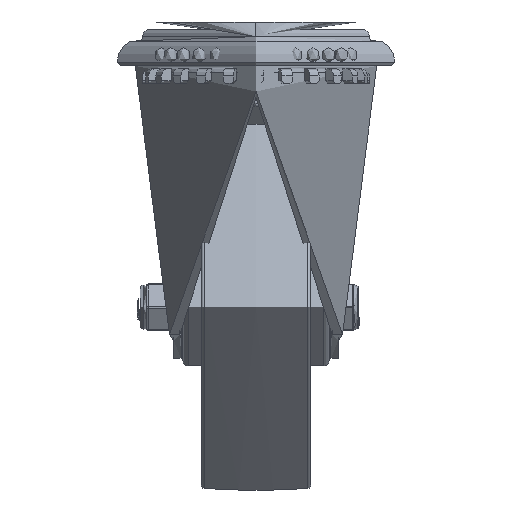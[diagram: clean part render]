
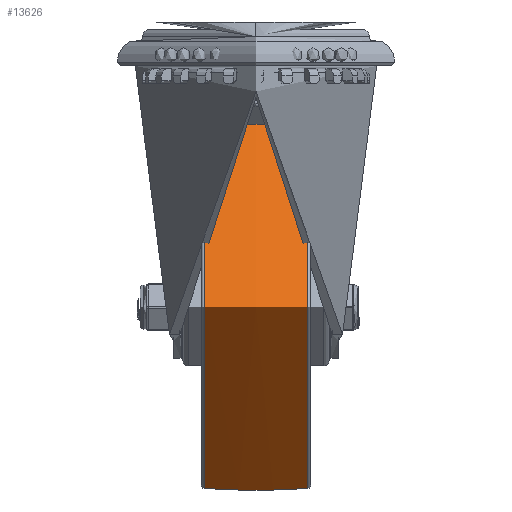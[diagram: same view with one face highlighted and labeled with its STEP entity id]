
A CAD part, left-side view. The second image highlights one B-rep face of the part: STEP entity #13626.
In plain terms, the highlighted free-form (B-spline) face has degree [2, 2] with [3, 9] control points.
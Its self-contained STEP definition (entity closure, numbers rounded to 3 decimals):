
#24=(
BOUNDED_SURFACE()
B_SPLINE_SURFACE(2,2,((#33436,#33437,#33438,#33439,#33440,#33441,#33442,
#33443,#33444),(#33445,#33446,#33447,#33448,#33449,#33450,#33451,#33452,
#33453),(#33454,#33455,#33456,#33457,#33458,#33459,#33460,#33461,#33462)),
 .UNSPECIFIED.,.F.,.T.,.F.)
B_SPLINE_SURFACE_WITH_KNOTS((3,3),(3,2,2,2,3),(-0.062,0.062),
(-3.142,-1.571,0.,1.571,3.142),
 .UNSPECIFIED.)
GEOMETRIC_REPRESENTATION_ITEM()
RATIONAL_B_SPLINE_SURFACE(((1.,0.707,1.,0.707,1.,
0.707,1.,0.707,1.),(0.998,0.706,
0.998,0.706,0.998,0.706,
0.998,0.706,0.998),(1.,0.707,
1.,0.707,1.,0.707,1.,0.707,1.)))
REPRESENTATION_ITEM('')
SURFACE()
);
#3624=CIRCLE('',#15108,49.561);
#3625=CIRCLE('',#15109,225.25);
#3626=CIRCLE('',#15110,49.561);
#4350=FACE_OUTER_BOUND('',#5163,.T.);
#5163=EDGE_LOOP('',(#11855,#11856,#11857,#11858));
#6658=VERTEX_POINT('',#33433);
#6659=VERTEX_POINT('',#33463);
#8437=EDGE_CURVE('',#6658,#6658,#3624,.T.);
#8438=EDGE_CURVE('',#6658,#6659,#3625,.T.);
#8439=EDGE_CURVE('',#6659,#6659,#3626,.T.);
#11855=ORIENTED_EDGE('',*,*,#8437,.F.);
#11856=ORIENTED_EDGE('',*,*,#8438,.T.);
#11857=ORIENTED_EDGE('',*,*,#8439,.T.);
#11858=ORIENTED_EDGE('',*,*,#8438,.F.);
#13626=ADVANCED_FACE('',(#4350),#24,.F.);
#15108=AXIS2_PLACEMENT_3D('',#33435,#18403,#18404);
#15109=AXIS2_PLACEMENT_3D('',#33464,#18405,#18406);
#15110=AXIS2_PLACEMENT_3D('',#33465,#18407,#18408);
#18403=DIRECTION('center_axis',(0.,1.,0.));
#18404=DIRECTION('ref_axis',(0.,0.,1.));
#18405=DIRECTION('center_axis',(-1.,0.,0.));
#18406=DIRECTION('ref_axis',(0.,0.,-1.));
#18407=DIRECTION('center_axis',(0.,1.,0.));
#18408=DIRECTION('ref_axis',(0.,0.,1.));
#33433=CARTESIAN_POINT('',(0.,14.062,-49.561));
#33435=CARTESIAN_POINT('Origin',(0.,14.062,0.));
#33436=CARTESIAN_POINT('Ctrl Pts',(0.,-14.062,-49.561));
#33437=CARTESIAN_POINT('Ctrl Pts',(-49.561,-14.062,-49.561));
#33438=CARTESIAN_POINT('Ctrl Pts',(-49.561,-14.062,0.));
#33439=CARTESIAN_POINT('Ctrl Pts',(-49.561,-14.062,49.561));
#33440=CARTESIAN_POINT('Ctrl Pts',(0.,-14.062,49.561));
#33441=CARTESIAN_POINT('Ctrl Pts',(49.561,-14.062,49.561));
#33442=CARTESIAN_POINT('Ctrl Pts',(49.561,-14.062,0.));
#33443=CARTESIAN_POINT('Ctrl Pts',(49.561,-14.062,-49.561));
#33444=CARTESIAN_POINT('Ctrl Pts',(0.,-14.062,-49.561));
#33445=CARTESIAN_POINT('Ctrl Pts',(0.,0.,-50.44));
#33446=CARTESIAN_POINT('Ctrl Pts',(-50.44,0.,
-50.44));
#33447=CARTESIAN_POINT('Ctrl Pts',(-50.44,0.,
0.));
#33448=CARTESIAN_POINT('Ctrl Pts',(-50.44,0.,
50.44));
#33449=CARTESIAN_POINT('Ctrl Pts',(0.,0.,50.44));
#33450=CARTESIAN_POINT('Ctrl Pts',(50.44,0.,
50.44));
#33451=CARTESIAN_POINT('Ctrl Pts',(50.44,0.,
0.));
#33452=CARTESIAN_POINT('Ctrl Pts',(50.44,0.,
-50.44));
#33453=CARTESIAN_POINT('Ctrl Pts',(0.,0.,-50.44));
#33454=CARTESIAN_POINT('Ctrl Pts',(0.,14.062,-49.561));
#33455=CARTESIAN_POINT('Ctrl Pts',(-49.561,14.062,-49.561));
#33456=CARTESIAN_POINT('Ctrl Pts',(-49.561,14.062,0.));
#33457=CARTESIAN_POINT('Ctrl Pts',(-49.561,14.062,49.561));
#33458=CARTESIAN_POINT('Ctrl Pts',(0.,14.062,49.561));
#33459=CARTESIAN_POINT('Ctrl Pts',(49.561,14.062,49.561));
#33460=CARTESIAN_POINT('Ctrl Pts',(49.561,14.062,0.));
#33461=CARTESIAN_POINT('Ctrl Pts',(49.561,14.062,-49.561));
#33462=CARTESIAN_POINT('Ctrl Pts',(0.,14.062,-49.561));
#33463=CARTESIAN_POINT('',(0.,-14.062,-49.561));
#33464=CARTESIAN_POINT('Origin',(0.,0.,
175.25));
#33465=CARTESIAN_POINT('Origin',(0.,-14.062,0.));
